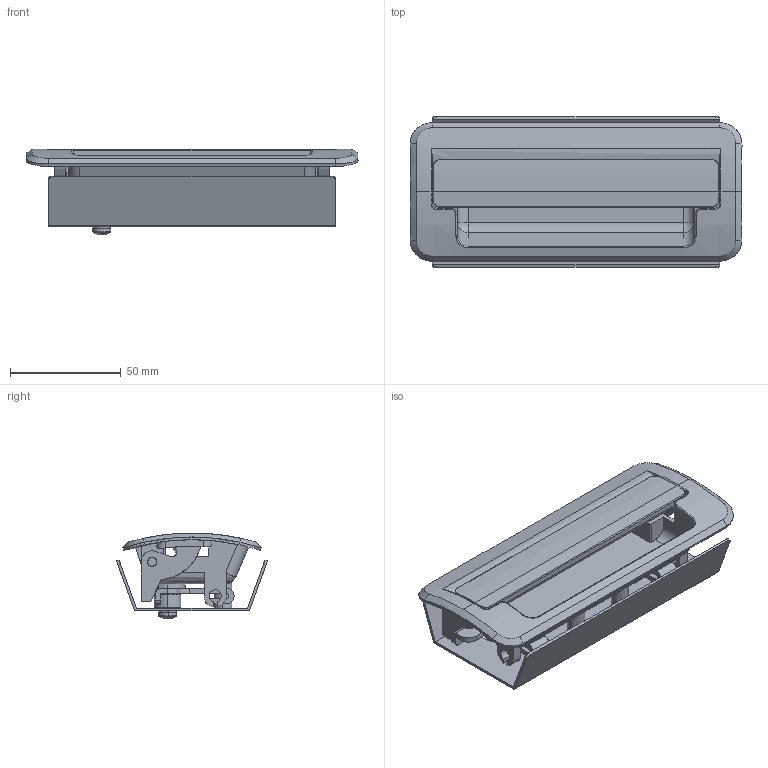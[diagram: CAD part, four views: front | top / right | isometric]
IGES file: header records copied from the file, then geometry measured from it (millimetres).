
Start section: SolidWorks IGES file using analytic representation for surfaces
Global section: file name: A-876-1R.IGS,41; native system: HSolidWorks 2006 by SolidWorks Corporation; preprocessor: SolidWorks 2006 by SolidWorks Corporation; author: 6sw; date: 070130.105606; units: millimetre
Bounding box: 150 x 68.12 x 38.82 mm (x, y, z)
Surface area: 73785 mm2 (no closed solid volume)
Topology: 0 solids, 0 shells, 469 faces, 6593 edges, 6575 vertices
Faces by surface type: revolution 251, bspline 218
